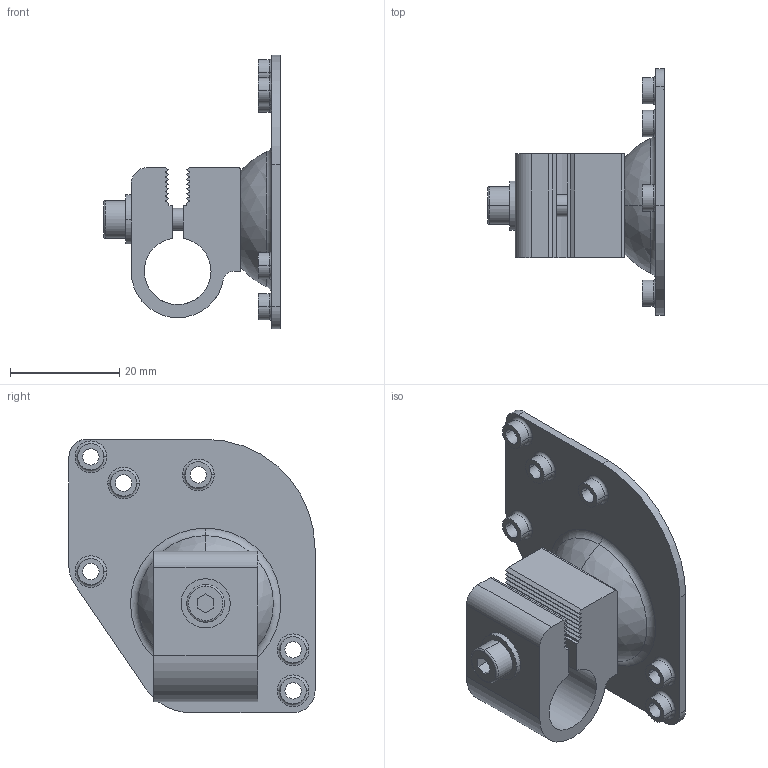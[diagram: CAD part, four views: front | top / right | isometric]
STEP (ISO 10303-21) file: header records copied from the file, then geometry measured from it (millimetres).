
FILE_DESCRIPTION((''),'2;1');
FILE_NAME('DB009171_MONTAGEHILFE_SW0002','2017-08-07T',('cmozuch'),(''),'PRO/ENGINEER BY PARAMETRIC TECHNOLOGY CORPORATION, 2015440','PRO/ENGINEER BY PARAMETRIC TECHNOLOGY CORPORATION, 2015440','');
FILE_SCHEMA(('CONFIG_CONTROL_DESIGN'));
Length unit declared in the file: millimetre
Products named in the file (1): DB009171_MONTAGEHILFE_SW0002
Bounding box: 32.24 x 45 x 50 mm (x, y, z)
Volume: 10137.1 mm3; surface area: 9205.9 mm2
Topology: 1 solids, 1 shells, 180 faces, 464 edges, 294 vertices
Faces by surface type: plane 70, cylinder 64, torus 30, sphere 12, cone 4
Entity records: 7038 total; most frequent: CARTESIAN_POINT 1133, DIRECTION 1036, ORIENTED_EDGE 914, EDGE_CURVE 457, AXIS2_PLACEMENT_3D 406, VERTEX_POINT 294, CIRCLE 226, VECTOR 224
